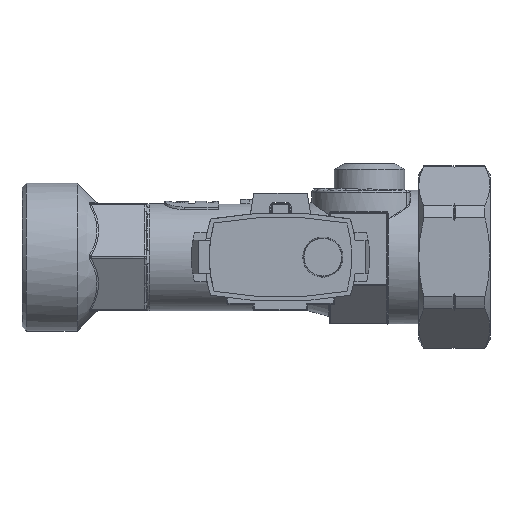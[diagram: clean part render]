
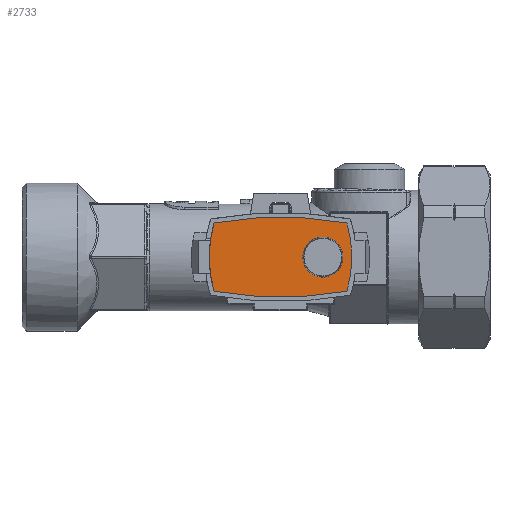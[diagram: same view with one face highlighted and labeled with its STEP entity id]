
A CAD part, left-side view. The second image highlights one B-rep face of the part: STEP entity #2733.
In plain terms, the highlighted face is planar.
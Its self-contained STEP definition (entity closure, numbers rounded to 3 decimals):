
#2733 = ADVANCED_FACE( '', ( #5860, #5861 ), #5862, .T. );
#5860 = FACE_OUTER_BOUND( '', #15719, .T. );
#5861 = FACE_BOUND( '', #15720, .T. );
#5862 = PLANE( '', #15721 );
#15719 = EDGE_LOOP( '', ( #26654, #26655, #26656, #26657 ) );
#15720 = EDGE_LOOP( '', ( #26658 ) );
#15721 = AXIS2_PLACEMENT_3D( '', #26659, #26660, #26661 );
#26654 = ORIENTED_EDGE( '', *, *, #32347, .T. );
#26655 = ORIENTED_EDGE( '', *, *, #33537, .T. );
#26656 = ORIENTED_EDGE( '', *, *, #31291, .T. );
#26657 = ORIENTED_EDGE( '', *, *, #32392, .T. );
#26658 = ORIENTED_EDGE( '', *, *, #33323, .T. );
#26659 = CARTESIAN_POINT( '', ( 11., 0., 27.7 ) );
#26660 = DIRECTION( '', ( 0., 0., 1. ) );
#26661 = DIRECTION( '', ( 1., 0., 0. ) );
#31291 = EDGE_CURVE( '', #35563, #35561, #35564, .T. );
#32347 = EDGE_CURVE( '', #37271, #37269, #37272, .T. );
#32392 = EDGE_CURVE( '', #35561, #37271, #37339, .T. );
#33323 = EDGE_CURVE( '', #38656, #38656, #38657, .T. );
#33537 = EDGE_CURVE( '', #37269, #35563, #38938, .T. );
#35561 = VERTEX_POINT( '', #42899 );
#35563 = VERTEX_POINT( '', #42902 );
#35564 = CIRCLE( '', #42903, 27. );
#37269 = VERTEX_POINT( '', #47850 );
#37271 = VERTEX_POINT( '', #47853 );
#37272 = CIRCLE( '', #47854, 27. );
#37339 = CIRCLE( '', #47997, 84. );
#38656 = VERTEX_POINT( '', #51660 );
#38657 = CIRCLE( '', #51661, 4.5 );
#38938 = CIRCLE( '', #52396, 84. );
#42899 = CARTESIAN_POINT( '', ( 14.888, 7.67, 27.7 ) );
#42902 = CARTESIAN_POINT( '', ( 14.888, -7.67, 27.7 ) );
#42903 = AXIS2_PLACEMENT_3D( '', #55251, #55252, #55253 );
#47850 = CARTESIAN_POINT( '', ( -14.888, -7.67, 27.7 ) );
#47853 = CARTESIAN_POINT( '', ( -14.888, 7.67, 27.7 ) );
#47854 = AXIS2_PLACEMENT_3D( '', #56249, #56250, #56251 );
#47997 = AXIS2_PLACEMENT_3D( '', #56280, #56281, #56282 );
#51660 = CARTESIAN_POINT( '', ( 5., 0., 27.7 ) );
#51661 = AXIS2_PLACEMENT_3D( '', #57181, #57182, #57183 );
#52396 = AXIS2_PLACEMENT_3D( '', #57375, #57376, #57377 );
#55251 = CARTESIAN_POINT( '', ( -11., 0., 27.7 ) );
#55252 = DIRECTION( '', ( 0., 0., 1. ) );
#55253 = DIRECTION( '', ( -1., 0., 0. ) );
#56249 = CARTESIAN_POINT( '', ( 11., 0., 27.7 ) );
#56250 = DIRECTION( '', ( 0., 0., 1. ) );
#56251 = DIRECTION( '', ( -1., 0., 0. ) );
#56280 = CARTESIAN_POINT( '', ( 0., -75., 27.7 ) );
#56281 = DIRECTION( '', ( 0., 0., 1. ) );
#56282 = DIRECTION( '', ( -1., 0., 0. ) );
#57181 = CARTESIAN_POINT( '', ( 9.5, 0., 27.7 ) );
#57182 = DIRECTION( '', ( 0., 0., -1. ) );
#57183 = DIRECTION( '', ( -1., 0., 0. ) );
#57375 = CARTESIAN_POINT( '', ( 0., 75., 27.7 ) );
#57376 = DIRECTION( '', ( 0., 0., 1. ) );
#57377 = DIRECTION( '', ( -1., 0., 0. ) );
